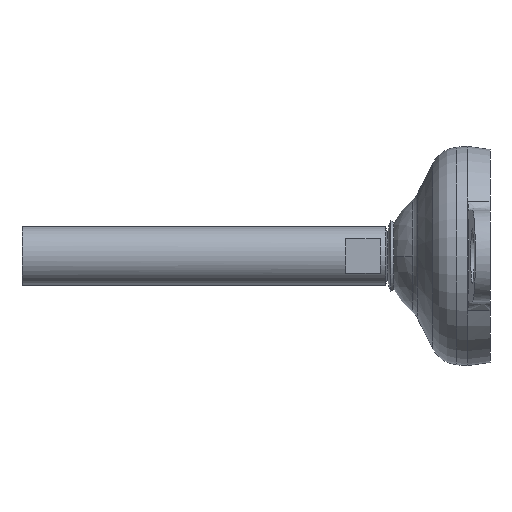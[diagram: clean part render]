
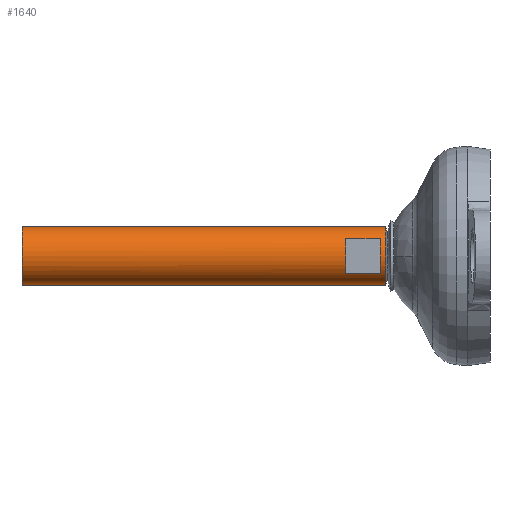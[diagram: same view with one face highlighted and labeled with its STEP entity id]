
A CAD part, left-side view. The second image highlights one B-rep face of the part: STEP entity #1640.
In plain terms, the highlighted cylindrical face has radius 8 mm (diameter 16 mm), a partial arc.
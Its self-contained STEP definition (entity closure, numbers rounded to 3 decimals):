
#12 = LINE ( 'NONE', #439, #1060 ) ;
#19 = DIRECTION ( 'NONE',  ( 0., -1., 0. ) ) ;
#94 = VERTEX_POINT ( 'NONE', #916 ) ;
#137 = VERTEX_POINT ( 'NONE', #632 ) ;
#153 = VERTEX_POINT ( 'NONE', #1312 ) ;
#230 = CARTESIAN_POINT ( 'NONE',  ( 0., 128., 8. ) ) ;
#233 = AXIS2_PLACEMENT_3D ( 'NONE', #1035, #1464, #1708 ) ;
#264 = DIRECTION ( 'NONE',  ( 0., -1., 0. ) ) ;
#271 = VECTOR ( 'NONE', #264, 1000. ) ;
#420 = CIRCLE ( 'NONE', #1671, 8. ) ;
#424 = EDGE_LOOP ( 'NONE', ( #1289, #1693, #1038, #1297 ) ) ;
#439 = CARTESIAN_POINT ( 'NONE',  ( 0., 0., 8. ) ) ;
#447 = CIRCLE ( 'NONE', #783, 8. ) ;
#472 = CARTESIAN_POINT ( 'NONE',  ( -6.5, 0., -4.664 ) ) ;
#502 = VERTEX_POINT ( 'NONE', #1079 ) ;
#516 = VERTEX_POINT ( 'NONE', #719 ) ;
#626 = VERTEX_POINT ( 'NONE', #230 ) ;
#629 = ORIENTED_EDGE ( 'NONE', *, *, #965, .F. ) ;
#632 = CARTESIAN_POINT ( 'NONE',  ( 0., 28.5, -8. ) ) ;
#657 = EDGE_CURVE ( 'NONE', #1544, #153, #869, .T. ) ;
#660 = DIRECTION ( 'NONE',  ( 0., -1., 0. ) ) ;
#663 = LINE ( 'NONE', #1307, #271 ) ;
#681 = ORIENTED_EDGE ( 'NONE', *, *, #1714, .F. ) ;
#685 = DIRECTION ( 'NONE',  ( 0., 0., -1. ) ) ;
#719 = CARTESIAN_POINT ( 'NONE',  ( -6.5, 30., 4.664 ) ) ;
#783 = AXIS2_PLACEMENT_3D ( 'NONE', #960, #1113, #823 ) ;
#797 = CARTESIAN_POINT ( 'NONE',  ( 0., 128., -8. ) ) ;
#798 = EDGE_CURVE ( 'NONE', #94, #516, #663, .T. ) ;
#810 = CIRCLE ( 'NONE', #892, 8. ) ;
#818 = EDGE_CURVE ( 'NONE', #516, #1544, #810, .T. ) ;
#823 = DIRECTION ( 'NONE',  ( 0., 0., 1. ) ) ;
#869 = LINE ( 'NONE', #472, #1153 ) ;
#892 = AXIS2_PLACEMENT_3D ( 'NONE', #1712, #1587, #1207 ) ;
#908 = LINE ( 'NONE', #923, #1499 ) ;
#916 = CARTESIAN_POINT ( 'NONE',  ( -6.5, 39.5, 4.664 ) ) ;
#923 = CARTESIAN_POINT ( 'NONE',  ( 0., 0., -8. ) ) ;
#930 = FACE_OUTER_BOUND ( 'NONE', #1498, .T. ) ;
#960 = CARTESIAN_POINT ( 'NONE',  ( 0., 39.5, 0. ) ) ;
#965 = EDGE_CURVE ( 'NONE', #626, #502, #12, .T. ) ;
#1035 = CARTESIAN_POINT ( 'NONE',  ( 0., 0., 0. ) ) ;
#1038 = ORIENTED_EDGE ( 'NONE', *, *, #798, .T. ) ;
#1043 = EDGE_CURVE ( 'NONE', #153, #94, #447, .T. ) ;
#1060 = VECTOR ( 'NONE', #1095, 1000. ) ;
#1074 = DIRECTION ( 'NONE',  ( 0., -1., 0. ) ) ;
#1079 = CARTESIAN_POINT ( 'NONE',  ( 0., 28.5, 8. ) ) ;
#1082 = CARTESIAN_POINT ( 'NONE',  ( 0., 28.5, 0. ) ) ;
#1084 = DIRECTION ( 'NONE',  ( 0., 0., -1. ) ) ;
#1095 = DIRECTION ( 'NONE',  ( 0., -1., 0. ) ) ;
#1113 = DIRECTION ( 'NONE',  ( 0., 1., 0. ) ) ;
#1153 = VECTOR ( 'NONE', #1431, 1000. ) ;
#1207 = DIRECTION ( 'NONE',  ( 0., 0., -1. ) ) ;
#1208 = VERTEX_POINT ( 'NONE', #797 ) ;
#1241 = ORIENTED_EDGE ( 'NONE', *, *, #1669, .T. ) ;
#1289 = ORIENTED_EDGE ( 'NONE', *, *, #657, .T. ) ;
#1297 = ORIENTED_EDGE ( 'NONE', *, *, #818, .T. ) ;
#1307 = CARTESIAN_POINT ( 'NONE',  ( -6.5, 0., 4.664 ) ) ;
#1312 = CARTESIAN_POINT ( 'NONE',  ( -6.5, 39.5, -4.664 ) ) ;
#1319 = EDGE_CURVE ( 'NONE', #626, #1208, #420, .T. ) ;
#1408 = AXIS2_PLACEMENT_3D ( 'NONE', #1082, #1074, #685 ) ;
#1417 = CARTESIAN_POINT ( 'NONE',  ( -6.5, 30., -4.664 ) ) ;
#1431 = DIRECTION ( 'NONE',  ( 0., 1., 0. ) ) ;
#1464 = DIRECTION ( 'NONE',  ( 0., -1., 0. ) ) ;
#1498 = EDGE_LOOP ( 'NONE', ( #629, #1667, #1241, #681 ) ) ;
#1499 = VECTOR ( 'NONE', #660, 1000. ) ;
#1544 = VERTEX_POINT ( 'NONE', #1417 ) ;
#1564 = CYLINDRICAL_SURFACE ( 'NONE', #233, 8. ) ;
#1573 = FACE_BOUND ( 'NONE', #424, .T. ) ;
#1587 = DIRECTION ( 'NONE',  ( 0., -1., 0. ) ) ;
#1607 = CIRCLE ( 'NONE', #1408, 8. ) ;
#1640 = ADVANCED_FACE ( 'NONE', ( #930, #1573 ), #1564, .T. ) ;
#1647 = CARTESIAN_POINT ( 'NONE',  ( 0., 128., 0. ) ) ;
#1667 = ORIENTED_EDGE ( 'NONE', *, *, #1319, .T. ) ;
#1669 = EDGE_CURVE ( 'NONE', #1208, #137, #908, .T. ) ;
#1671 = AXIS2_PLACEMENT_3D ( 'NONE', #1647, #19, #1084 ) ;
#1693 = ORIENTED_EDGE ( 'NONE', *, *, #1043, .T. ) ;
#1708 = DIRECTION ( 'NONE',  ( 0., 0., -1. ) ) ;
#1712 = CARTESIAN_POINT ( 'NONE',  ( 0., 30., 0. ) ) ;
#1714 = EDGE_CURVE ( 'NONE', #502, #137, #1607, .T. ) ;
